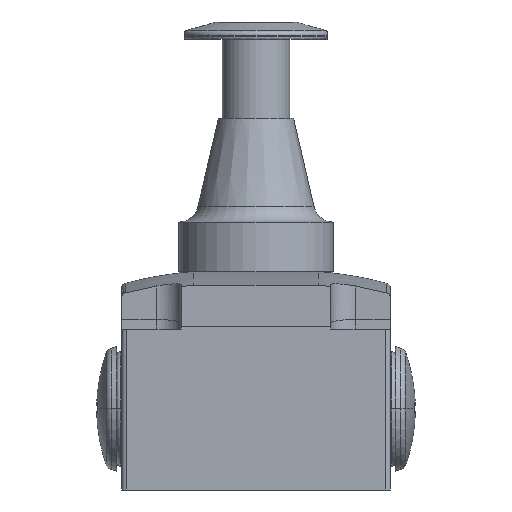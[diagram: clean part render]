
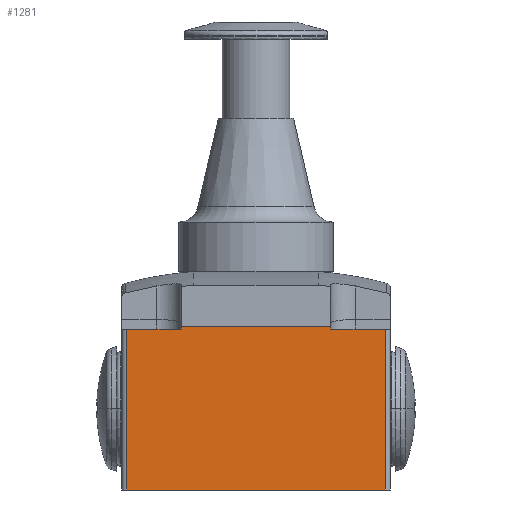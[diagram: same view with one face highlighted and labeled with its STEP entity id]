
A CAD part, front view. The second image highlights one B-rep face of the part: STEP entity #1281.
In plain terms, the highlighted planar face has unit normal (0, -1, 0).
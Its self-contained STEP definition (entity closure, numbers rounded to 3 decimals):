
#1281=ADVANCED_FACE('',(#2625),#2626,.T.);
#2625=FACE_OUTER_BOUND('',#4089,.T.);
#2626=PLANE('',#4090);
#4089=EDGE_LOOP('',(#7569,#7570,#7571,#7572,#7573,#7574,#7575,#7576));
#4090=AXIS2_PLACEMENT_3D('',#7577,#7578,#7579);
#7569=ORIENTED_EDGE('',*,*,#9975,.T.);
#7570=ORIENTED_EDGE('',*,*,#10178,.T.);
#7571=ORIENTED_EDGE('',*,*,#10185,.T.);
#7572=ORIENTED_EDGE('',*,*,#10187,.F.);
#7573=ORIENTED_EDGE('',*,*,#10188,.T.);
#7574=ORIENTED_EDGE('',*,*,#10189,.T.);
#7575=ORIENTED_EDGE('',*,*,#10169,.T.);
#7576=ORIENTED_EDGE('',*,*,#10159,.T.);
#7577=CARTESIAN_POINT('',(31.988,0.,0.0));
#7578=DIRECTION('',(0.0,-1.0,0.0));
#7579=DIRECTION('',(0.0,0.0,1.0));
#9975=EDGE_CURVE('',#12214,#12212,#12215,.T.);
#10159=EDGE_CURVE('',#12476,#12214,#12477,.T.);
#10169=EDGE_CURVE('',#12490,#12476,#12491,.T.);
#10178=EDGE_CURVE('',#12212,#12502,#12504,.T.);
#10185=EDGE_CURVE('',#12502,#12512,#12514,.T.);
#10187=EDGE_CURVE('',#12516,#12512,#12517,.T.);
#10188=EDGE_CURVE('',#12516,#12518,#12519,.T.);
#10189=EDGE_CURVE('',#12518,#12490,#12520,.T.);
#12212=VERTEX_POINT('',#15790);
#12214=VERTEX_POINT('',#15792);
#12215=LINE('',#15793,#15794);
#12476=VERTEX_POINT('',#16205);
#12477=LINE('',#16206,#16207);
#12490=VERTEX_POINT('',#16225);
#12491=LINE('',#16226,#16227);
#12502=VERTEX_POINT('',#16241);
#12504=LINE('',#16244,#16245);
#12512=VERTEX_POINT('',#16256);
#12514=LINE('',#16258,#16259);
#12516=VERTEX_POINT('',#16261);
#12517=LINE('',#16262,#16263);
#12518=VERTEX_POINT('',#16264);
#12519=LINE('',#16265,#16266);
#12520=LINE('',#16267,#16268);
#15790=CARTESIAN_POINT('',(16.988,0.,32.805));
#15792=CARTESIAN_POINT('',(46.988,0.,32.805));
#15793=CARTESIAN_POINT('',(31.988,0.,32.805));
#15794=VECTOR('',#18794,1.0);
#16205=CARTESIAN_POINT('',(46.988,0.,32.3));
#16206=CARTESIAN_POINT('',(46.988,0.,18.65));
#16207=VECTOR('',#19044,1.0);
#16225=CARTESIAN_POINT('',(57.988,0.,32.3));
#16226=CARTESIAN_POINT('',(43.035,0.,32.3));
#16227=VECTOR('',#19053,1.0);
#16241=CARTESIAN_POINT('',(16.988,0.,32.3));
#16244=CARTESIAN_POINT('',(16.988,0.,16.15));
#16245=VECTOR('',#19064,1.0);
#16256=CARTESIAN_POINT('',(5.988,0.,32.3));
#16258=CARTESIAN_POINT('',(20.941,0.,32.3));
#16259=VECTOR('',#19071,1.0);
#16261=CARTESIAN_POINT('',(5.988,0.,0.0));
#16262=CARTESIAN_POINT('',(5.988,0.,0.0));
#16263=VECTOR('',#19072,1.0);
#16264=CARTESIAN_POINT('',(57.988,0.,0.0));
#16265=CARTESIAN_POINT('',(5.988,0.,0.0));
#16266=VECTOR('',#19073,1.0);
#16267=CARTESIAN_POINT('',(57.988,0.,0.0));
#16268=VECTOR('',#19074,1.0);
#18794=DIRECTION('',(-1.0,-0.0,0.0));
#19044=DIRECTION('',(0.0,-0.0,1.0));
#19053=DIRECTION('',(-1.0,0.0,0.0));
#19064=DIRECTION('',(0.0,0.0,-1.0));
#19071=DIRECTION('',(-1.0,-0.0,0.0));
#19072=DIRECTION('',(0.0,0.0,1.0));
#19073=DIRECTION('',(1.0,0.0,0.0));
#19074=DIRECTION('',(0.0,0.0,1.0));
